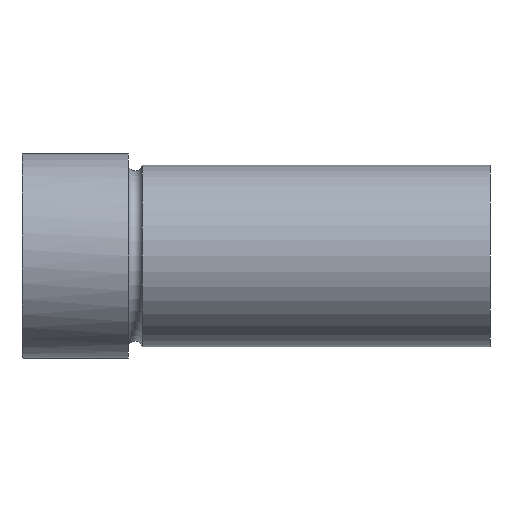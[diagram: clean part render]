
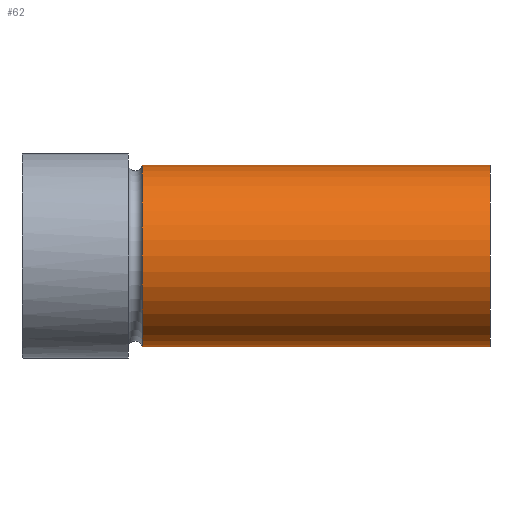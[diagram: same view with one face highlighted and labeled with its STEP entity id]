
A CAD part, left-side view. The second image highlights one B-rep face of the part: STEP entity #62.
In plain terms, the highlighted cylindrical face has radius 16 mm (diameter 32 mm), a full revolution.
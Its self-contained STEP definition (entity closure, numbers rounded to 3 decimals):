
#62 = ADVANCED_FACE( '', ( #126, #127 ), #128, .T. );
#126 = FACE_OUTER_BOUND( '', #206, .T. );
#127 = FACE_OUTER_BOUND( '', #207, .T. );
#128 = CYLINDRICAL_SURFACE( '', #208, 16. );
#206 = EDGE_LOOP( '', ( #298 ) );
#207 = EDGE_LOOP( '', ( #299 ) );
#208 = AXIS2_PLACEMENT_3D( '', #300, #301, #302 );
#298 = ORIENTED_EDGE( '', *, *, #316, .T. );
#299 = ORIENTED_EDGE( '', *, *, #341, .F. );
#300 = CARTESIAN_POINT( '', ( 0., 19.5, 0. ) );
#301 = DIRECTION( '', ( 0., -1., 0. ) );
#302 = DIRECTION( '', ( 0., 0., 1. ) );
#316 = EDGE_CURVE( '', #356, #356, #357, .T. );
#341 = EDGE_CURVE( '', #391, #391, #392, .T. );
#356 = VERTEX_POINT( '', #433 );
#357 = CIRCLE( '', #434, 16. );
#391 = VERTEX_POINT( '', #498 );
#392 = CIRCLE( '', #499, 16. );
#433 = CARTESIAN_POINT( '', ( 0., -63., 16. ) );
#434 = AXIS2_PLACEMENT_3D( '', #511, #512, #513 );
#498 = CARTESIAN_POINT( '', ( 0., -1.7, 16. ) );
#499 = AXIS2_PLACEMENT_3D( '', #542, #543, #544 );
#511 = CARTESIAN_POINT( '', ( 0., -63., 0. ) );
#512 = DIRECTION( '', ( 0., 1., 0. ) );
#513 = DIRECTION( '', ( 0., 0., 1. ) );
#542 = CARTESIAN_POINT( '', ( 0., -1.7, 0. ) );
#543 = DIRECTION( '', ( 0., 1., 0. ) );
#544 = DIRECTION( '', ( 0., 0., 1. ) );
